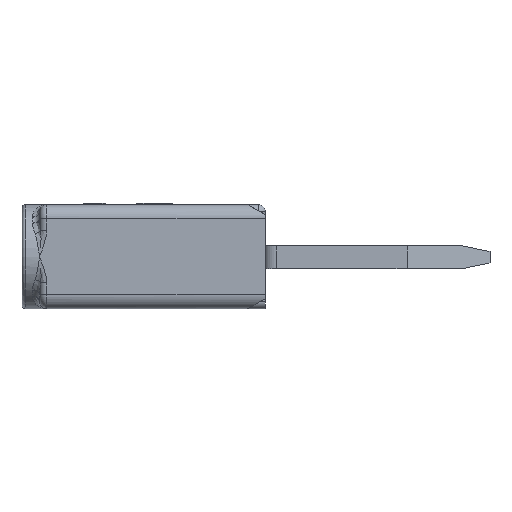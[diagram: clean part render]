
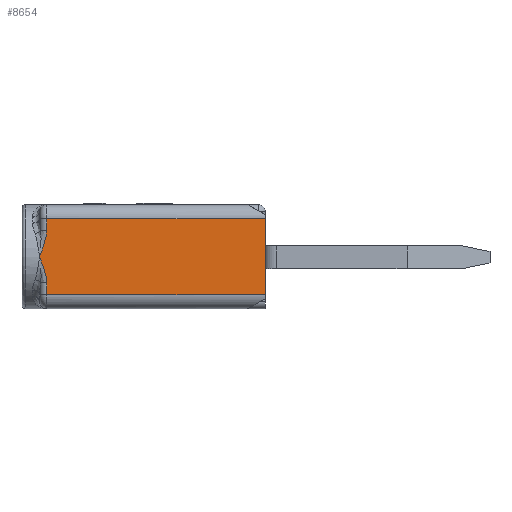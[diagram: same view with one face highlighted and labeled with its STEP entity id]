
A CAD part, left-side view. The second image highlights one B-rep face of the part: STEP entity #8654.
In plain terms, the highlighted planar face has unit normal (-1, 0, 0).
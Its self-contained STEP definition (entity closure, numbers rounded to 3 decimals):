
#142 = CARTESIAN_POINT ( 'NONE',  ( 0., 7.911, 0. ) ) ;
#249 = CARTESIAN_POINT ( 'NONE',  ( 0., 8.044, 0.306 ) ) ;
#256 = VECTOR ( 'NONE', #3917, 1000. ) ;
#777 = VERTEX_POINT ( 'NONE', #965 ) ;
#965 = CARTESIAN_POINT ( 'NONE',  ( 0., 7.911, -1.372 ) ) ;
#1100 = ORIENTED_EDGE ( 'NONE', *, *, #3121, .T. ) ;
#1510 = CARTESIAN_POINT ( 'NONE',  ( 0., 7.948, 0.618 ) ) ;
#1735 = CARTESIAN_POINT ( 'NONE',  ( 0., 8.165, 0. ) ) ;
#2068 = CARTESIAN_POINT ( 'NONE',  ( 0., 0., -1.372 ) ) ;
#2354 = DIRECTION ( 'NONE',  ( 1., 0., 0. ) ) ;
#2363 = EDGE_CURVE ( 'NONE', #10929, #12477, #8705, .T. ) ;
#2583 = AXIS2_PLACEMENT_3D ( 'NONE', #13122, #2354, #15325 ) ;
#2634 = B_SPLINE_CURVE_WITH_KNOTS ( 'NONE', 3,
 ( #14801, #8907, #1510, #249, #7425, #6323 ),
 .UNSPECIFIED., .F., .F.,
 ( 4, 2, 4 ),
 ( 0., 0., 0.001 ),
 .UNSPECIFIED. ) ;
#2725 = ORIENTED_EDGE ( 'NONE', *, *, #2363, .T. ) ;
#2735 = CARTESIAN_POINT ( 'NONE',  ( 0., 7.911, -1.372 ) ) ;
#2784 = CARTESIAN_POINT ( 'NONE',  ( 0., 0., 1.372 ) ) ;
#2872 = LINE ( 'NONE', #2784, #5853 ) ;
#2874 = EDGE_LOOP ( 'NONE', ( #10946, #10226, #1100, #7912, #7797, #2725, #10934 ) ) ;
#3121 = EDGE_CURVE ( 'NONE', #777, #10267, #11584, .T. ) ;
#3187 = EDGE_CURVE ( 'NONE', #7596, #10267, #11668, .T. ) ;
#3250 = DIRECTION ( 'NONE',  ( 0., -1., 0. ) ) ;
#3459 = EDGE_CURVE ( 'NONE', #9832, #777, #13345, .T. ) ;
#3917 = DIRECTION ( 'NONE',  ( 0., 0., -1. ) ) ;
#4333 = CARTESIAN_POINT ( 'NONE',  ( 0., 8.165, 0. ) ) ;
#4410 = EDGE_CURVE ( 'NONE', #12477, #7119, #2634, .T. ) ;
#5355 = CARTESIAN_POINT ( 'NONE',  ( 0., 8.105, -0.153 ) ) ;
#5528 = DIRECTION ( 'NONE',  ( 0., 0., -1. ) ) ;
#5657 = FACE_OUTER_BOUND ( 'NONE', #2874, .T. ) ;
#5683 = CARTESIAN_POINT ( 'NONE',  ( 0., 0., 1.88 ) ) ;
#5806 = PLANE ( 'NONE',  #2583 ) ;
#5853 = VECTOR ( 'NONE', #6489, 1000. ) ;
#6237 = VECTOR ( 'NONE', #3250, 1000. ) ;
#6323 = CARTESIAN_POINT ( 'NONE',  ( 0., 8.165, 0. ) ) ;
#6489 = DIRECTION ( 'NONE',  ( 0., 1., 0. ) ) ;
#6558 = CARTESIAN_POINT ( 'NONE',  ( 0., 0., 1.372 ) ) ;
#7005 = EDGE_CURVE ( 'NONE', #7596, #10929, #2872, .T. ) ;
#7119 = VERTEX_POINT ( 'NONE', #1735 ) ;
#7425 = CARTESIAN_POINT ( 'NONE',  ( 0., 8.104, 0.154 ) ) ;
#7596 = VERTEX_POINT ( 'NONE', #6558 ) ;
#7710 = CARTESIAN_POINT ( 'NONE',  ( 0., 7.911, -0.944 ) ) ;
#7797 = ORIENTED_EDGE ( 'NONE', *, *, #7005, .T. ) ;
#7869 = CARTESIAN_POINT ( 'NONE',  ( 0., 7.948, -0.618 ) ) ;
#7912 = ORIENTED_EDGE ( 'NONE', *, *, #3187, .F. ) ;
#7989 = CARTESIAN_POINT ( 'NONE',  ( 0., 7.911, -0.944 ) ) ;
#8020 = CARTESIAN_POINT ( 'NONE',  ( 0., 8.044, -0.306 ) ) ;
#8654 = ADVANCED_FACE ( 'NONE', ( #5657 ), #5806, .F. ) ;
#8705 = LINE ( 'NONE', #142, #12016 ) ;
#8907 = CARTESIAN_POINT ( 'NONE',  ( 0., 7.911, 0.778 ) ) ;
#8994 = CARTESIAN_POINT ( 'NONE',  ( 0., 0., -1.372 ) ) ;
#9726 = CARTESIAN_POINT ( 'NONE',  ( 0., 7.911, 1.372 ) ) ;
#9832 = VERTEX_POINT ( 'NONE', #7989 ) ;
#10226 = ORIENTED_EDGE ( 'NONE', *, *, #3459, .T. ) ;
#10267 = VERTEX_POINT ( 'NONE', #8994 ) ;
#10929 = VERTEX_POINT ( 'NONE', #9726 ) ;
#10934 = ORIENTED_EDGE ( 'NONE', *, *, #4410, .T. ) ;
#10946 = ORIENTED_EDGE ( 'NONE', *, *, #14499, .T. ) ;
#11565 = CARTESIAN_POINT ( 'NONE',  ( 0., 7.911, -0.778 ) ) ;
#11584 = LINE ( 'NONE', #2068, #6237 ) ;
#11668 = LINE ( 'NONE', #5683, #12786 ) ;
#12016 = VECTOR ( 'NONE', #14465, 1000. ) ;
#12477 = VERTEX_POINT ( 'NONE', #15463 ) ;
#12546 = B_SPLINE_CURVE_WITH_KNOTS ( 'NONE', 3,
 ( #4333, #5355, #8020, #7869, #11565, #7710 ),
 .UNSPECIFIED., .F., .F.,
 ( 4, 2, 4 ),
 ( 0., 0., 0.001 ),
 .UNSPECIFIED. ) ;
#12786 = VECTOR ( 'NONE', #5528, 1000. ) ;
#13122 = CARTESIAN_POINT ( 'NONE',  ( 0., 0., 1.88 ) ) ;
#13345 = LINE ( 'NONE', #2735, #256 ) ;
#14465 = DIRECTION ( 'NONE',  ( 0., 0., -1. ) ) ;
#14499 = EDGE_CURVE ( 'NONE', #7119, #9832, #12546, .T. ) ;
#14801 = CARTESIAN_POINT ( 'NONE',  ( 0., 7.911, 0.944 ) ) ;
#15325 = DIRECTION ( 'NONE',  ( 0., 0., -1. ) ) ;
#15463 = CARTESIAN_POINT ( 'NONE',  ( 0., 7.911, 0.944 ) ) ;
